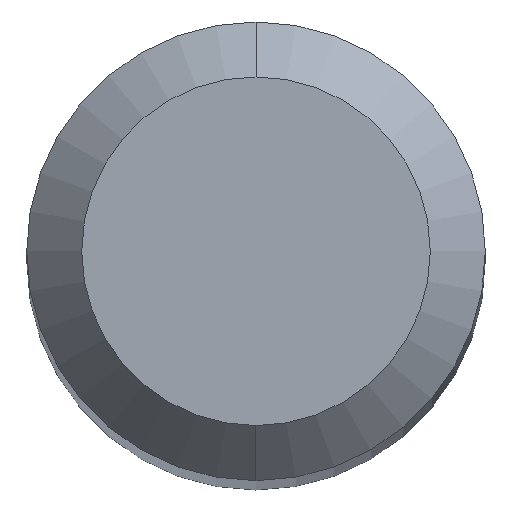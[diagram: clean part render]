
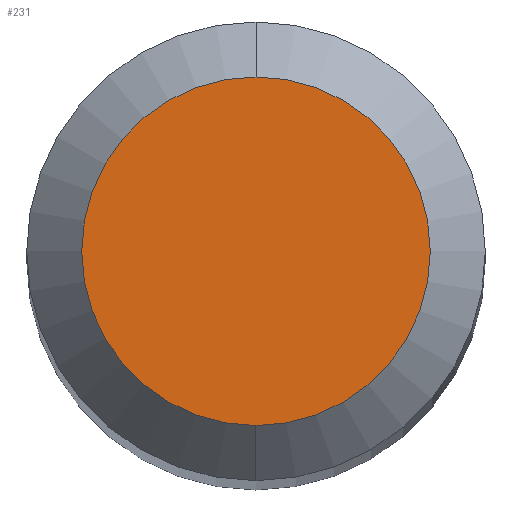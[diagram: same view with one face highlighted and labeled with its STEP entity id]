
A CAD part, top view. The second image highlights one B-rep face of the part: STEP entity #231.
In plain terms, the highlighted planar face has unit normal (0, 0, 1).
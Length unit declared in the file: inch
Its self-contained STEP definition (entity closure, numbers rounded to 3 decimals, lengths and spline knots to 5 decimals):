
#84 = VERTEX_POINT ( 'NONE', #414 ) ;
#97 = DIRECTION ( 'NONE',  ( 0., 0., 1. ) ) ;
#99 = DIRECTION ( 'NONE',  ( 0., -1., 0. ) ) ;
#101 = DIRECTION ( 'NONE',  ( 0., 0., 1. ) ) ;
#103 = CIRCLE ( 'NONE', #207, 0.0475 ) ;
#109 = AXIS2_PLACEMENT_3D ( 'NONE', #532, #101, #491 ) ;
#112 = ORIENTED_EDGE ( 'NONE', *, *, #113, .T. ) ;
#113 = EDGE_CURVE ( 'NONE', #129, #84, #565, .T. ) ;
#129 = VERTEX_POINT ( 'NONE', #315 ) ;
#162 = EDGE_LOOP ( 'NONE', ( #330, #112 ) ) ;
#176 = CARTESIAN_POINT ( 'NONE',  ( 0., 0.0475, 0. ) ) ;
#207 = AXIS2_PLACEMENT_3D ( 'NONE', #317, #97, #99 ) ;
#231 = ADVANCED_FACE ( 'NONE', ( #264 ), #399, .F. ) ;
#264 = FACE_OUTER_BOUND ( 'NONE', #162, .T. ) ;
#315 = CARTESIAN_POINT ( 'NONE',  ( 0., -0.0475, 0. ) ) ;
#317 = CARTESIAN_POINT ( 'NONE',  ( 0., 0., 0. ) ) ;
#330 = ORIENTED_EDGE ( 'NONE', *, *, #544, .T. ) ;
#348 = DIRECTION ( 'NONE',  ( 0., 0., -1. ) ) ;
#399 = PLANE ( 'NONE',  #471 ) ;
#404 = DIRECTION ( 'NONE',  ( 0., 1., 0. ) ) ;
#414 = CARTESIAN_POINT ( 'NONE',  ( 0., 0.0475, 0. ) ) ;
#471 = AXIS2_PLACEMENT_3D ( 'NONE', #176, #348, #404 ) ;
#491 = DIRECTION ( 'NONE',  ( 0., -1., 0. ) ) ;
#532 = CARTESIAN_POINT ( 'NONE',  ( 0., 0., 0. ) ) ;
#544 = EDGE_CURVE ( 'NONE', #84, #129, #103, .T. ) ;
#565 = CIRCLE ( 'NONE', #109, 0.0475 ) ;
